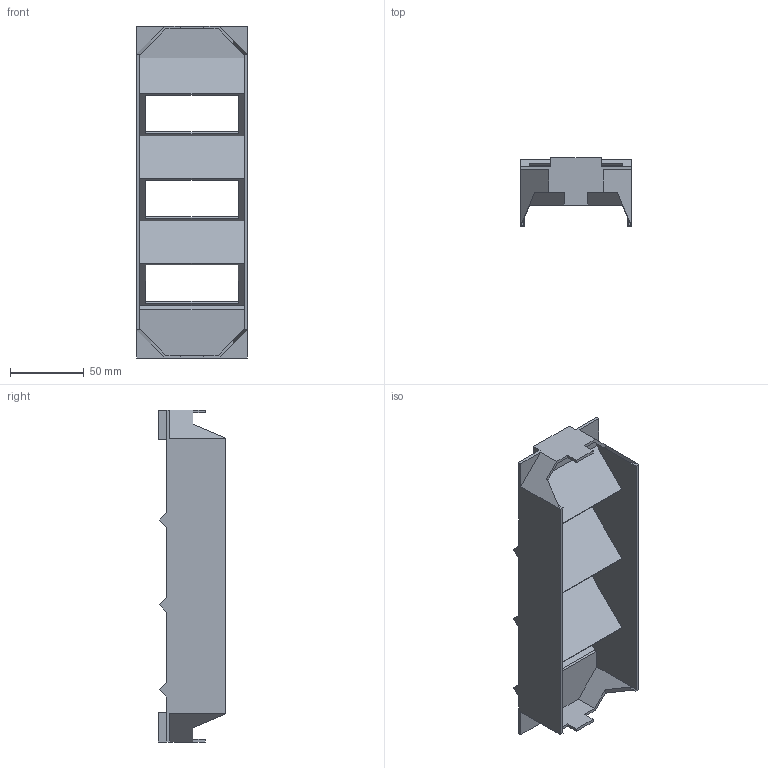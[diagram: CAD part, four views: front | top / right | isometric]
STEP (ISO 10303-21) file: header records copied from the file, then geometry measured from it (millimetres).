
FILE_DESCRIPTION((''),'2;1');
FILE_NAME('GTVD300KUN','2022-10-17T14:58:44',('wilhelo'),(''),'CREO PARAMETRIC BY PTC INC, 2022024','CREO PARAMETRIC BY PTC INC, 2022024','');
FILE_SCHEMA(('AUTOMOTIVE_DESIGN { 1 0 10303 214 1 1 1 1 }'));
Length unit declared in the file: millimetre
Products named in the file (1): GTVD300KUN
Bounding box: 75 x 46 x 225 mm (x, y, z)
Volume: 69792.8 mm3; surface area: 69404 mm2
Topology: 1 solids, 1 shells, 86 faces, 253 edges, 166 vertices
Faces by surface type: plane 86
Entity records: 4544 total; most frequent: CARTESIAN_POINT 1178, DIRECTION 591, ORIENTED_EDGE 506, VECTOR 256, LINE 256, EDGE_CURVE 253, COLOUR_RGB 208, VERTEX_POINT 166
